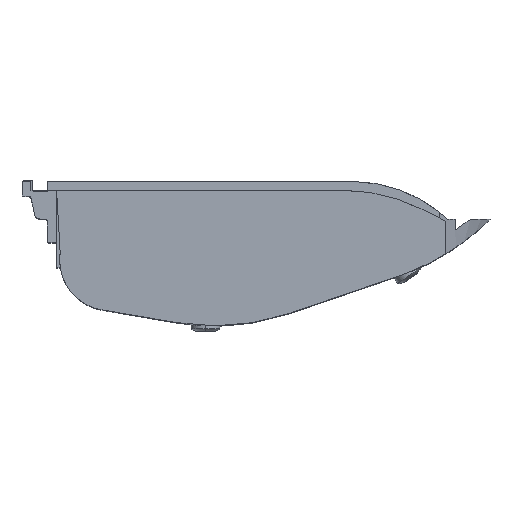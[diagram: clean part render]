
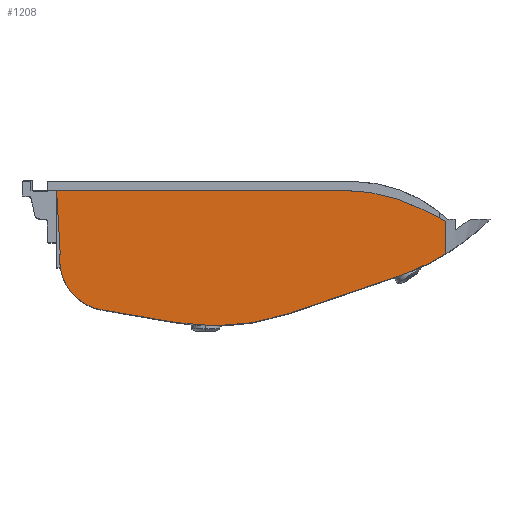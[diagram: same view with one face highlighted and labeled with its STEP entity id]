
A CAD part, top view. The second image highlights one B-rep face of the part: STEP entity #1208.
In plain terms, the highlighted planar face has unit normal (0, 0, 1).
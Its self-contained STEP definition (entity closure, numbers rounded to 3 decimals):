
#37 = VERTEX_POINT ( 'NONE', #2530 ) ;
#241 = DIRECTION ( 'NONE',  ( 0.986, -0.167, 0. ) ) ;
#265 = CARTESIAN_POINT ( 'NONE',  ( 138.153, -13.744, 49.5 ) ) ;
#351 = EDGE_CURVE ( 'NONE', #4666, #37, #951, .T. ) ;
#389 = ORIENTED_EDGE ( 'NONE', *, *, #5093, .F. ) ;
#487 = CARTESIAN_POINT ( 'NONE',  ( 18.779, -44.569, 49.5 ) ) ;
#489 = VERTEX_POINT ( 'NONE', #5256 ) ;
#533 = EDGE_CURVE ( 'NONE', #5758, #2451, #5182, .T. ) ;
#703 = DIRECTION ( 'NONE',  ( -0.891, 0.454, 0. ) ) ;
#722 = CARTESIAN_POINT ( 'NONE',  ( 18.779, -44.569, 49.5 ) ) ;
#835 = AXIS2_PLACEMENT_3D ( 'NONE', #1118, #3354, #2388 ) ;
#839 = DIRECTION ( 'NONE',  ( 0., 0., 1. ) ) ;
#885 = EDGE_CURVE ( 'NONE', #37, #1182, #1516, .T. ) ;
#902 = ORIENTED_EDGE ( 'NONE', *, *, #2327, .T. ) ;
#936 = EDGE_CURVE ( 'NONE', #5758, #2903, #3061, .T. ) ;
#951 = LINE ( 'NONE', #2001, #1105 ) ;
#1022 = EDGE_CURVE ( 'NONE', #2174, #2903, #5308, .T. ) ;
#1038 = CARTESIAN_POINT ( 'NONE',  ( 4.252, -24.71, 49.5 ) ) ;
#1105 = VECTOR ( 'NONE', #2890, 1000. ) ;
#1118 = CARTESIAN_POINT ( 'NONE',  ( 21.73, -27.167, 49.5 ) ) ;
#1182 = VERTEX_POINT ( 'NONE', #1038 ) ;
#1190 = AXIS2_PLACEMENT_3D ( 'NONE', #3637, #3999, #2243 ) ;
#1199 = AXIS2_PLACEMENT_3D ( 'NONE', #3534, #839, #2178 ) ;
#1206 = VECTOR ( 'NONE', #4079, 1000. ) ;
#1208 = ADVANCED_FACE ( 'NONE', ( #2574 ), #1950, .T. ) ;
#1211 = EDGE_LOOP ( 'NONE', ( #4248, #4951, #1559, #389, #902, #2464, #5341, #1496, #4206, #3560 ) ) ;
#1260 = DIRECTION ( 'NONE',  ( 0.058, -0.998, 0. ) ) ;
#1409 = CIRCLE ( 'NONE', #1199, 63.244 ) ;
#1419 = CARTESIAN_POINT ( 'NONE',  ( 121.185, -33.033, 49.5 ) ) ;
#1485 = CARTESIAN_POINT ( 'NONE',  ( 138.153, -66.244, 49.5 ) ) ;
#1496 = ORIENTED_EDGE ( 'NONE', *, *, #1022, .F. ) ;
#1516 = LINE ( 'NONE', #5201, #3464 ) ;
#1559 = ORIENTED_EDGE ( 'NONE', *, *, #885, .T. ) ;
#1771 = CIRCLE ( 'NONE', #835, 17.65 ) ;
#1929 = VECTOR ( 'NONE', #241, 1000. ) ;
#1950 = PLANE ( 'NONE',  #2894 ) ;
#2001 = CARTESIAN_POINT ( 'NONE',  ( 101.882, -3., 49.5 ) ) ;
#2137 = VECTOR ( 'NONE', #703, 1000. ) ;
#2174 = VERTEX_POINT ( 'NONE', #2403 ) ;
#2178 = DIRECTION ( 'NONE',  ( -1., 0., 0. ) ) ;
#2203 = CARTESIAN_POINT ( 'NONE',  ( 83.442, -45.878, 49.5 ) ) ;
#2243 = DIRECTION ( 'NONE',  ( 1., 0., 0. ) ) ;
#2294 = DIRECTION ( 'NONE',  ( 0., 0., -1. ) ) ;
#2297 = VECTOR ( 'NONE', #5261, 1000. ) ;
#2327 = EDGE_CURVE ( 'NONE', #4480, #2451, #5070, .T. ) ;
#2345 = EDGE_CURVE ( 'NONE', #489, #4682, #2749, .T. ) ;
#2388 = DIRECTION ( 'NONE',  ( 1., 0., 0. ) ) ;
#2403 = CARTESIAN_POINT ( 'NONE',  ( 138.153, -25.076, 49.5 ) ) ;
#2451 = VERTEX_POINT ( 'NONE', #2867 ) ;
#2464 = ORIENTED_EDGE ( 'NONE', *, *, #533, .F. ) ;
#2530 = CARTESIAN_POINT ( 'NONE',  ( 3., -3., 49.5 ) ) ;
#2574 = FACE_OUTER_BOUND ( 'NONE', #1211, .T. ) ;
#2646 = EDGE_CURVE ( 'NONE', #4682, #4666, #1409, .T. ) ;
#2749 = LINE ( 'NONE', #265, #2137 ) ;
#2867 = CARTESIAN_POINT ( 'NONE',  ( 44.782, -48.978, 49.5 ) ) ;
#2890 = DIRECTION ( 'NONE',  ( -1., 0., 0. ) ) ;
#2894 = AXIS2_PLACEMENT_3D ( 'NONE', #5481, #5401, #3657 ) ;
#2903 = VERTEX_POINT ( 'NONE', #1419 ) ;
#2997 = CARTESIAN_POINT ( 'NONE',  ( 83.442, -45.878, 49.5 ) ) ;
#3061 = LINE ( 'NONE', #2203, #2297 ) ;
#3354 = DIRECTION ( 'NONE',  ( 0., 0., -1. ) ) ;
#3464 = VECTOR ( 'NONE', #1260, 1000. ) ;
#3534 = CARTESIAN_POINT ( 'NONE',  ( 101.882, -66.244, 49.5 ) ) ;
#3560 = ORIENTED_EDGE ( 'NONE', *, *, #2345, .T. ) ;
#3637 = CARTESIAN_POINT ( 'NONE',  ( 93.8, 47.435, 49.5 ) ) ;
#3657 = DIRECTION ( 'NONE',  ( 1., 0., 0. ) ) ;
#3999 = DIRECTION ( 'NONE',  ( 0., 0., -1. ) ) ;
#4079 = DIRECTION ( 'NONE',  ( 0., 1., 0. ) ) ;
#4206 = ORIENTED_EDGE ( 'NONE', *, *, #5476, .T. ) ;
#4248 = ORIENTED_EDGE ( 'NONE', *, *, #2646, .T. ) ;
#4401 = CARTESIAN_POINT ( 'NONE',  ( 57.99, 28.91, 49.5 ) ) ;
#4436 = DIRECTION ( 'NONE',  ( 1., 0., 0. ) ) ;
#4480 = VERTEX_POINT ( 'NONE', #487 ) ;
#4666 = VERTEX_POINT ( 'NONE', #5555 ) ;
#4682 = VERTEX_POINT ( 'NONE', #5521 ) ;
#4951 = ORIENTED_EDGE ( 'NONE', *, *, #351, .T. ) ;
#5068 = LINE ( 'NONE', #1485, #1206 ) ;
#5070 = LINE ( 'NONE', #722, #1929 ) ;
#5093 = EDGE_CURVE ( 'NONE', #4480, #1182, #1771, .T. ) ;
#5182 = CIRCLE ( 'NONE', #5569, 79. ) ;
#5201 = CARTESIAN_POINT ( 'NONE',  ( 3., -3., 49.5 ) ) ;
#5256 = CARTESIAN_POINT ( 'NONE',  ( 138.153, -13.744, 49.5 ) ) ;
#5261 = DIRECTION ( 'NONE',  ( 0.947, 0.322, 0. ) ) ;
#5308 = CIRCLE ( 'NONE', #1190, 85. ) ;
#5341 = ORIENTED_EDGE ( 'NONE', *, *, #936, .T. ) ;
#5401 = DIRECTION ( 'NONE',  ( 0., 0., 1. ) ) ;
#5476 = EDGE_CURVE ( 'NONE', #2174, #489, #5068, .T. ) ;
#5481 = CARTESIAN_POINT ( 'NONE',  ( 101.882, -66.244, 49.5 ) ) ;
#5521 = CARTESIAN_POINT ( 'NONE',  ( 130.594, -9.893, 49.5 ) ) ;
#5555 = CARTESIAN_POINT ( 'NONE',  ( 101.882, -3., 49.5 ) ) ;
#5569 = AXIS2_PLACEMENT_3D ( 'NONE', #4401, #2294, #4436 ) ;
#5758 = VERTEX_POINT ( 'NONE', #2997 ) ;
